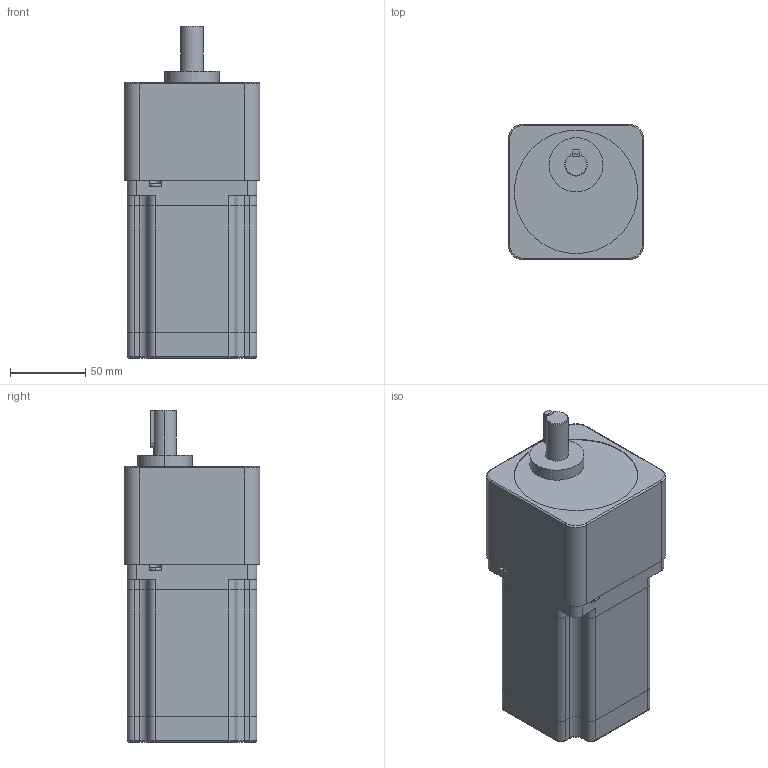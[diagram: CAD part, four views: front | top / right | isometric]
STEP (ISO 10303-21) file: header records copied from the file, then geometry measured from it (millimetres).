
FILE_DESCRIPTION (( 'STEP AP214' ), '1' );
FILE_NAME ('86HS11860A4GU.STEP', '2023-09-23T16:52:07', ( '' ), ( '' ), 'SwSTEP 2.0', 'SolidWorks 2021', '' );
FILE_SCHEMA (( 'AUTOMOTIVE_DESIGN' ));
Length unit declared in the file: millimetre
Products named in the file (7): 86HS11860A4.STEP; 86__.STEP; 118____.STEP; M4x112.STEP; 86HS11860A4GU; 86GU; 86______.STEP
Assembly tree (9 placements, depth 3):
  86HS11860A4GU
    86GU
    86HS11860A4.STEP
      118____.STEP
      86______.STEP
      86__.STEP
      M4x112.STEP  x4
Bounding box: 90 x 90 x 220.5 mm (x, y, z)
Volume: 863402.7 mm3; surface area: 155350.3 mm2
Topology: 9 solids, 9 shells, 337 faces, 857 edges, 554 vertices
Faces by surface type: cylinder 160, plane 133, torus 28, cone 8, bspline 8
Entity records: 8297 total; most frequent: DIRECTION 1486, CARTESIAN_POINT 1373, ORIENTED_EDGE 1312, EDGE_CURVE 656, AXIS2_PLACEMENT_3D 565, VERTEX_POINT 422, LINE 356, VECTOR 356
